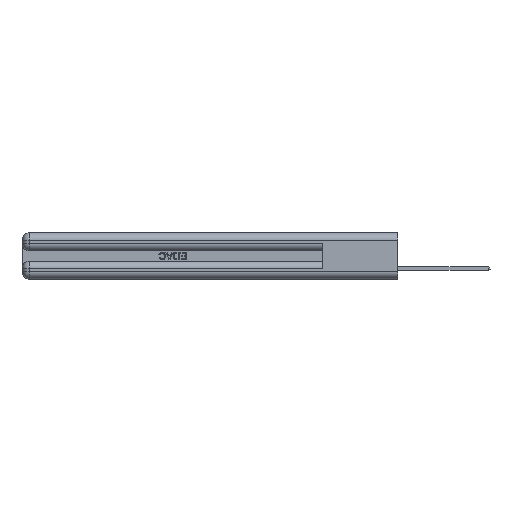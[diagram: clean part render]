
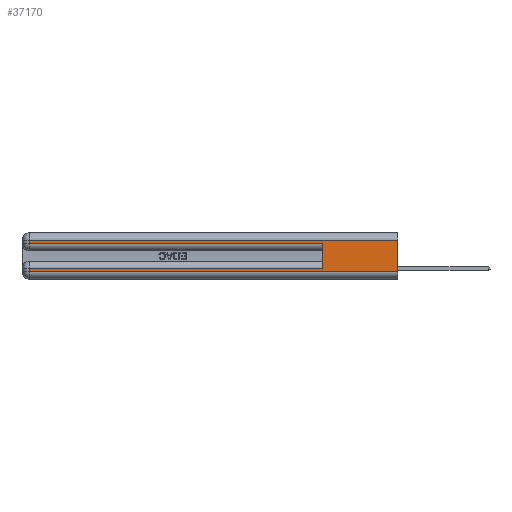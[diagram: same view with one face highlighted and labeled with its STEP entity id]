
A CAD part, left-side view. The second image highlights one B-rep face of the part: STEP entity #37170.
In plain terms, the highlighted planar face has unit normal (-1, 0, 0).
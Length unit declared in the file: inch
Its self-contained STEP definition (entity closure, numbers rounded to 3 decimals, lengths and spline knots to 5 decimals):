
#432 = LINE ( 'NONE', #33795, #40855 ) ;
#1077 = VERTEX_POINT ( 'NONE', #34581 ) ;
#1376 = ORIENTED_EDGE ( 'NONE', *, *, #19794, .F. ) ;
#2691 = EDGE_CURVE ( 'NONE', #9682, #40257, #19012, .T. ) ;
#3439 = CARTESIAN_POINT ( 'NONE',  ( 0., 0.6, 0.085 ) ) ;
#3592 = EDGE_CURVE ( 'NONE', #35362, #30381, #40955, .T. ) ;
#3685 = CARTESIAN_POINT ( 'NONE',  ( 0., 2.94, 0.37 ) ) ;
#4143 = VECTOR ( 'NONE', #21970, 39.37008 ) ;
#5310 = CARTESIAN_POINT ( 'NONE',  ( 0., 0., 0.06 ) ) ;
#5869 = EDGE_CURVE ( 'NONE', #15027, #1077, #35019, .T. ) ;
#7235 = ORIENTED_EDGE ( 'NONE', *, *, #3592, .T. ) ;
#8649 = CARTESIAN_POINT ( 'NONE',  ( 0., 2.94, 0.06 ) ) ;
#9682 = VERTEX_POINT ( 'NONE', #3439 ) ;
#9998 = DIRECTION ( 'NONE',  ( 0., -1., 0. ) ) ;
#11659 = ORIENTED_EDGE ( 'NONE', *, *, #48836, .F. ) ;
#13082 = DIRECTION ( 'NONE',  ( 0., 0., 1. ) ) ;
#13641 = CARTESIAN_POINT ( 'NONE',  ( 0., 0., 0.285 ) ) ;
#13726 = EDGE_CURVE ( 'NONE', #40257, #15027, #432, .T. ) ;
#14299 = ORIENTED_EDGE ( 'NONE', *, *, #2691, .T. ) ;
#15027 = VERTEX_POINT ( 'NONE', #8649 ) ;
#16267 = DIRECTION ( 'NONE',  ( 1., 0., 0. ) ) ;
#16401 = VECTOR ( 'NONE', #9998, 39.37008 ) ;
#17441 = CARTESIAN_POINT ( 'NONE',  ( 0., 2.94, 0.31 ) ) ;
#17534 = FACE_OUTER_BOUND ( 'NONE', #42431, .T. ) ;
#19012 = LINE ( 'NONE', #33695, #4143 ) ;
#19665 = LINE ( 'NONE', #43725, #23816 ) ;
#19794 = EDGE_CURVE ( 'NONE', #9682, #31265, #25010, .T. ) ;
#20130 = LINE ( 'NONE', #27905, #25493 ) ;
#21970 = DIRECTION ( 'NONE',  ( 0., 1., 0. ) ) ;
#23816 = VECTOR ( 'NONE', #25972, 39.37008 ) ;
#24078 = DIRECTION ( 'NONE',  ( 0., 0., -1. ) ) ;
#24281 = DIRECTION ( 'NONE',  ( 0., 0., -1. ) ) ;
#24722 = DIRECTION ( 'NONE',  ( 0., 0., -1. ) ) ;
#24744 = ORIENTED_EDGE ( 'NONE', *, *, #39268, .T. ) ;
#25010 = LINE ( 'NONE', #34989, #36271 ) ;
#25042 = CARTESIAN_POINT ( 'NONE',  ( 0., 0., 0.31 ) ) ;
#25493 = VECTOR ( 'NONE', #24281, 39.37008 ) ;
#25972 = DIRECTION ( 'NONE',  ( 0., 1., 0. ) ) ;
#26170 = CARTESIAN_POINT ( 'NONE',  ( 0., 0.6, 0.285 ) ) ;
#27196 = CARTESIAN_POINT ( 'NONE',  ( 0., 0., 0.37 ) ) ;
#27905 = CARTESIAN_POINT ( 'NONE',  ( 0., 0., 0.37 ) ) ;
#28545 = VECTOR ( 'NONE', #35151, 39.37008 ) ;
#29709 = VECTOR ( 'NONE', #24722, 39.37008 ) ;
#30381 = VERTEX_POINT ( 'NONE', #41861 ) ;
#31080 = CARTESIAN_POINT ( 'NONE',  ( 0., 2.94, 0.085 ) ) ;
#31265 = VERTEX_POINT ( 'NONE', #26170 ) ;
#33695 = CARTESIAN_POINT ( 'NONE',  ( 0., 0., 0.085 ) ) ;
#33795 = CARTESIAN_POINT ( 'NONE',  ( 0., 2.94, 0.37 ) ) ;
#34581 = CARTESIAN_POINT ( 'NONE',  ( 0., 0., 0.06 ) ) ;
#34731 = ORIENTED_EDGE ( 'NONE', *, *, #13726, .T. ) ;
#34989 = CARTESIAN_POINT ( 'NONE',  ( 0., 0.6, 0.145 ) ) ;
#35019 = LINE ( 'NONE', #5310, #28545 ) ;
#35151 = DIRECTION ( 'NONE',  ( 0., -1., 0. ) ) ;
#35362 = VERTEX_POINT ( 'NONE', #17441 ) ;
#35397 = VERTEX_POINT ( 'NONE', #25042 ) ;
#35750 = ORIENTED_EDGE ( 'NONE', *, *, #5869, .T. ) ;
#36271 = VECTOR ( 'NONE', #13082, 39.37008 ) ;
#37170 = ADVANCED_FACE ( 'NONE', ( #17534 ), #38984, .F. ) ;
#38984 = PLANE ( 'NONE',  #47146 ) ;
#39268 = EDGE_CURVE ( 'NONE', #35397, #35362, #19665, .T. ) ;
#40257 = VERTEX_POINT ( 'NONE', #31080 ) ;
#40629 = ORIENTED_EDGE ( 'NONE', *, *, #41364, .T. ) ;
#40855 = VECTOR ( 'NONE', #48092, 39.37008 ) ;
#40955 = LINE ( 'NONE', #3685, #29709 ) ;
#41364 = EDGE_CURVE ( 'NONE', #30381, #31265, #48695, .T. ) ;
#41861 = CARTESIAN_POINT ( 'NONE',  ( 0., 2.94, 0.285 ) ) ;
#42431 = EDGE_LOOP ( 'NONE', ( #11659, #24744, #7235, #40629, #1376, #14299, #34731, #35750 ) ) ;
#43725 = CARTESIAN_POINT ( 'NONE',  ( 0., 0., 0.31 ) ) ;
#47146 = AXIS2_PLACEMENT_3D ( 'NONE', #27196, #16267, #24078 ) ;
#48092 = DIRECTION ( 'NONE',  ( 0., 0., -1. ) ) ;
#48695 = LINE ( 'NONE', #13641, #16401 ) ;
#48836 = EDGE_CURVE ( 'NONE', #35397, #1077, #20130, .T. ) ;
